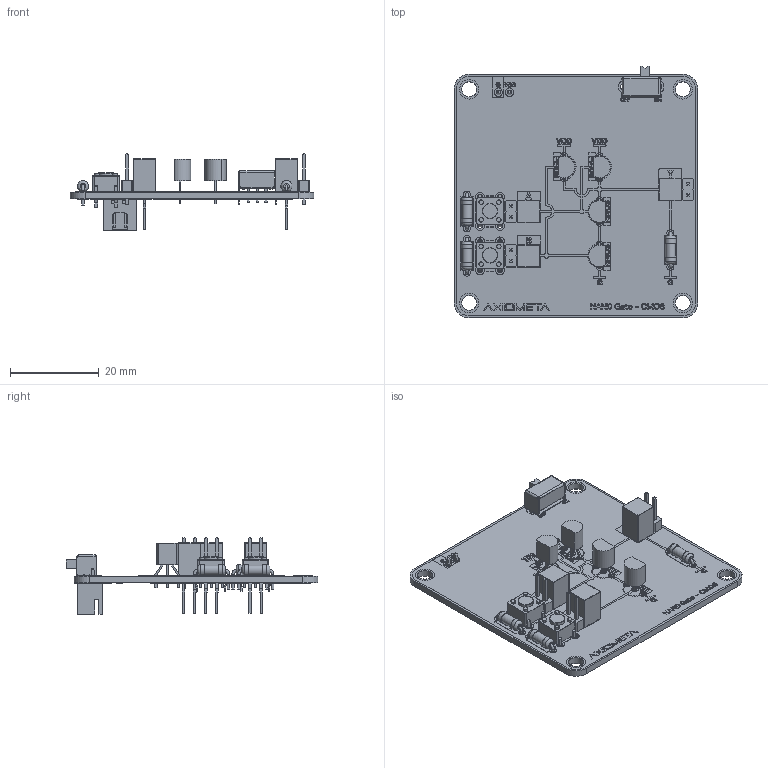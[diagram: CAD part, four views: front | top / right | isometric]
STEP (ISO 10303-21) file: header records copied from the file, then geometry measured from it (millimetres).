
FILE_DESCRIPTION(/* description */ ('KiCad electronic assembly'),/* implementation_level */ '2;1');
FILE_NAME(/* name */ 'STP_SLD0006.step',/* time_stamp */ '2026-02-24T17:53:13+02:00',/* author */ (''),/* organization */ (''),/* preprocessor_version */ 'ST-DEVELOPER v20.1',/* originating_system */ 'Autodesk Translation Framework v14.24.0.0',/* authorisation */ '');
FILE_SCHEMA (('AUTOMOTIVE_DESIGN { 1 0 10303 214 3 1 1 }'));
Products named in the file (14): STP_SLD0006 1; R_Axial_DIN0207_L6.3mm_D2.5mm_P7.62mm_Horizontal; SW_PUSH_6mm; TO-92_Inline_Wide; SK-12D07; PinHeader_1x02_P2.54mm_Vertical; JST_XH_B2B-XH-A_1x02_P2.50mm_Vertical; Soldering Kit - NAND Gate (CMOS)_pad; Soldering Kit - NAND Gate (CMOS)_silkscreen; Soldering Kit - NAND Gate (CMOS)_PCB; 2026-02-21-16-41-31-494; 2026-02-21-16-41-31-495; 2026-02-21-16-41-31-496; 2026-02-21-16-41-31-497
Assembly tree (23 placements, depth 4):
  STP_SLD0006 1
    R_Axial_DIN0207_L6.3mm_D2.5mm_P7.62mm_Horizontal  x3
    SW_PUSH_6mm  x2
    TO-92_Inline_Wide  x4
    SK-12D07
    PinHeader_1x02_P2.54mm_Vertical  x3
    JST_XH_B2B-XH-A_1x02_P2.50mm_Vertical
    Soldering Kit - NAND Gate (CMOS)_pad
    Soldering Kit - NAND Gate (CMOS)_silkscreen
    Soldering Kit - NAND Gate (CMOS)_PCB
    2026-02-21-16-41-31-494  x3
      2026-02-21-16-41-31-495
        2026-02-21-16-41-31-496
        2026-02-21-16-41-31-497
Bounding box: 55 x 56.85 x 17.24 mm (x, y, z)
Volume: 6106.8 mm3; surface area: 11161.4 mm2
Topology: 174 solids, 400 shells, 1981 faces, 10714 edges, 9358 vertices
Faces by surface type: plane 1336, cylinder 580, sphere 30, bspline 24, torus 8, cone 3
Full cylindrical faces by diameter (mm): 0.6 x6, 0.65 x9, 0.7 x6, 0.75 x72, 0.8 x48, 0.95 x24, 1 x24, 1.05 x24, 1.1 x16, 1.5 x30, 1.6 x12, 1.8 x12, 2 x16, 2.25 x3, 2.5 x6, 3.35 x12, 3.4 x8, 3.5 x2, 4.4 x8
Entity records: 96245 total; most frequent: CARTESIAN_POINT 21400, DIRECTION 14487, ORIENTED_EDGE 12240, EDGE_CURVE 9563, VERTEX_POINT 8623, LINE 7673, VECTOR 7673, AXIS2_PLACEMENT_3D 3407
